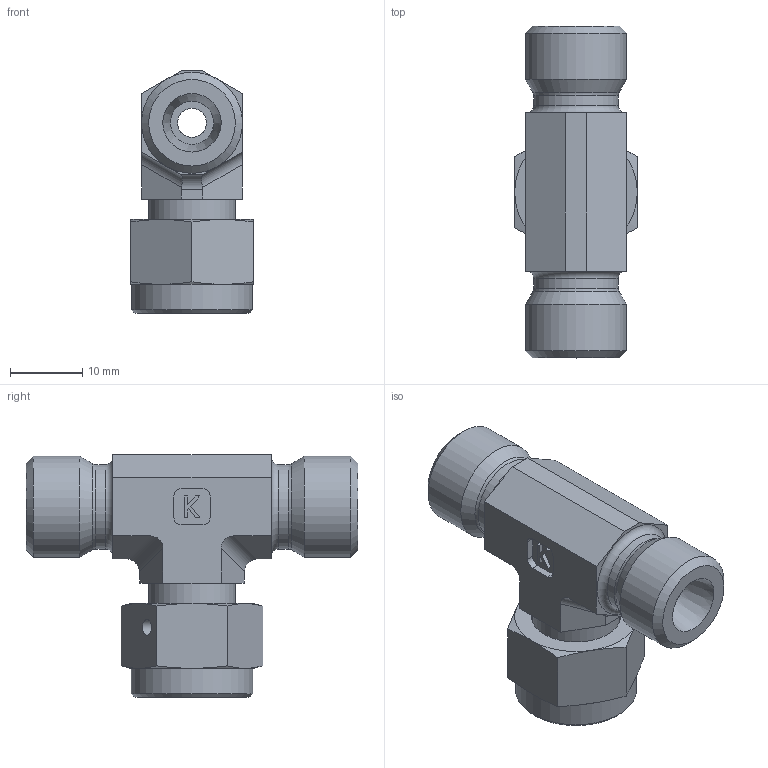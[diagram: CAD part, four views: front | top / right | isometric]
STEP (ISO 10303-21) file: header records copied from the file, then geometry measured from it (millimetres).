
FILE_DESCRIPTION((''),'2;1');
FILE_NAME('3766061406.stp','2014-09-10T15:42:32',(''),('KNOMI spol. s r. o.'),'Autodesk Inventor 2012','Autodesk Inventor 2012','');
FILE_SCHEMA(('AUTOMOTIVE_DESIGN { 1 2 10303 214 0 1 1 1 }'));
Length unit declared in the file: millimetre
Products named in the file (5): TSSO3  6S  M14/M14 v.z; 3776 0614; 395 0814; 9902014; 60704015
Assembly tree (4 placements, depth 2):
  TSSO3  6S  M14/M14 v.z
    3776 0614
    395 0814
    9902014
    60704015
Bounding box: 17 x 46 x 33.62 mm (x, y, z)
Volume: 9340.9 mm3; surface area: 5834.1 mm2
Topology: 4 solids, 4 shells, 124 faces, 287 edges, 183 vertices
Faces by surface type: plane 60, cylinder 26, cone 25, torus 12, bspline 1
Full cylindrical faces by diameter (mm): 2 x1, 2.2 x1, 3 x1, 4 x1, 6 x2, 11.7 x2, 12 x2, 12.376 x1, 12.4 x2, 14 x2, 16.8 x1
Entity records: 3646 total; most frequent: CARTESIAN_POINT 765, DIRECTION 562, ORIENTED_EDGE 470, EDGE_CURVE 235, AXIS2_PLACEMENT_3D 224, EDGE_LOOP 186, VERTEX_POINT 171, STYLED_ITEM 128
